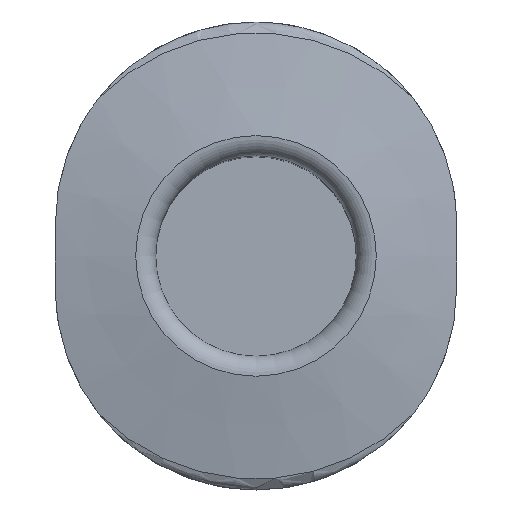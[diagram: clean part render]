
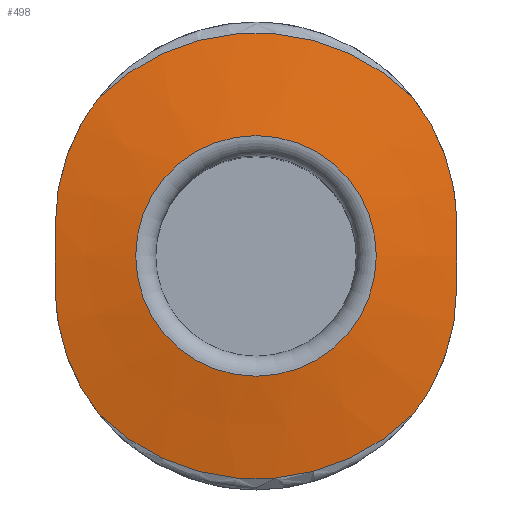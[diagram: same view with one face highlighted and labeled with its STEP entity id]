
A CAD part, top view. The second image highlights one B-rep face of the part: STEP entity #498.
In plain terms, the highlighted conical face has half-angle 80 degrees and reference radius 1.8 mm.
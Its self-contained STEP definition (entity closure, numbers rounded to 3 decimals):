
#20=B_SPLINE_CURVE_WITH_KNOTS('',3,(#694,#695,#696,#697),.UNSPECIFIED.,
 .F.,.F.,(4,4),(0.001,0.002),.UNSPECIFIED.);
#21=B_SPLINE_CURVE_WITH_KNOTS('',3,(#703,#704,#705,#706),.UNSPECIFIED.,
 .F.,.F.,(4,4),(0.,0.002),.UNSPECIFIED.);
#24=B_SPLINE_CURVE_WITH_KNOTS('',3,(#718,#719,#720,#721),.UNSPECIFIED.,
 .F.,.F.,(4,4),(0.,0.002),.UNSPECIFIED.);
#25=B_SPLINE_CURVE_WITH_KNOTS('',3,(#725,#726,#727,#728),.UNSPECIFIED.,
 .F.,.F.,(4,4),(0.001,0.002),.UNSPECIFIED.);
#26=B_SPLINE_CURVE_WITH_KNOTS('',3,(#732,#733,#734,#735),.UNSPECIFIED.,
 .F.,.F.,(4,4),(0.,0.002),.UNSPECIFIED.);
#29=B_SPLINE_CURVE_WITH_KNOTS('',3,(#747,#748,#749,#750),.UNSPECIFIED.,
 .F.,.F.,(4,4),(0.,0.002),.UNSPECIFIED.);
#33=CONICAL_SURFACE('',#547,1.8,1.396);
#122=ORIENTED_EDGE('',*,*,#165,.F.);
#123=ORIENTED_EDGE('',*,*,#151,.F.);
#124=ORIENTED_EDGE('',*,*,#148,.F.);
#125=ORIENTED_EDGE('',*,*,#161,.F.);
#126=ORIENTED_EDGE('',*,*,#166,.F.);
#127=ORIENTED_EDGE('',*,*,#158,.F.);
#128=ORIENTED_EDGE('',*,*,#156,.F.);
#129=ORIENTED_EDGE('',*,*,#154,.F.);
#130=ORIENTED_EDGE('',*,*,#164,.T.);
#148=EDGE_CURVE('',#184,#185,#20,.T.);
#151=EDGE_CURVE('',#185,#186,#21,.T.);
#154=EDGE_CURVE('',#188,#189,#24,.T.);
#156=EDGE_CURVE('',#189,#190,#25,.T.);
#158=EDGE_CURVE('',#190,#191,#26,.T.);
#161=EDGE_CURVE('',#193,#184,#29,.T.);
#164=EDGE_CURVE('',#196,#196,#214,.T.);
#165=EDGE_CURVE('',#186,#188,#215,.T.);
#166=EDGE_CURVE('',#191,#193,#216,.T.);
#184=VERTEX_POINT('',#698);
#185=VERTEX_POINT('',#699);
#186=VERTEX_POINT('',#707);
#188=VERTEX_POINT('',#717);
#189=VERTEX_POINT('',#722);
#190=VERTEX_POINT('',#729);
#191=VERTEX_POINT('',#736);
#193=VERTEX_POINT('',#746);
#196=VERTEX_POINT('',#759);
#214=CIRCLE('',#542,1.8);
#215=CIRCLE('',#544,3.335);
#216=CIRCLE('',#546,3.335);
#255=EDGE_LOOP('',(#122,#123,#124,#125,#126,#127,#128,#129));
#256=EDGE_LOOP('',(#130));
#295=FACE_BOUND('',#255,.T.);
#296=FACE_BOUND('',#256,.T.);
#498=ADVANCED_FACE('',(#295,#296),#33,.T.);
#542=AXIS2_PLACEMENT_3D('',#758,#632,#633);
#544=AXIS2_PLACEMENT_3D('',#761,#636,#637);
#546=AXIS2_PLACEMENT_3D('',#763,#640,#641);
#547=AXIS2_PLACEMENT_3D('',#764,#642,#643);
#632=DIRECTION('',(0.,0.,-1.));
#633=DIRECTION('',(-1.,0.,0.));
#636=DIRECTION('',(0.,0.,-1.));
#637=DIRECTION('',(-1.,0.,0.));
#640=DIRECTION('',(0.,0.,-1.));
#641=DIRECTION('',(-1.,0.,0.));
#642=DIRECTION('',(0.,0.,-1.));
#643=DIRECTION('',(-1.,0.,0.));
#694=CARTESIAN_POINT('',(-3.,-0.5,-0.219));
#695=CARTESIAN_POINT('',(-3.,-0.167,-0.209));
#696=CARTESIAN_POINT('',(-3.,0.167,-0.209));
#697=CARTESIAN_POINT('',(-3.,0.5,-0.219));
#698=CARTESIAN_POINT('',(-3.,-0.5,-0.219));
#699=CARTESIAN_POINT('',(-3.,0.5,-0.219));
#703=CARTESIAN_POINT('',(-3.,0.5,-0.219));
#704=CARTESIAN_POINT('',(-3.,1.18,-0.239));
#705=CARTESIAN_POINT('',(-2.769,1.839,-0.257));
#706=CARTESIAN_POINT('',(-2.346,2.37,-0.271));
#707=CARTESIAN_POINT('',(-2.346,2.37,-0.271));
#717=CARTESIAN_POINT('',(2.346,2.37,-0.271));
#718=CARTESIAN_POINT('',(2.346,2.37,-0.271));
#719=CARTESIAN_POINT('',(2.768,1.84,-0.257));
#720=CARTESIAN_POINT('',(3.,1.178,-0.239));
#721=CARTESIAN_POINT('',(3.,0.5,-0.219));
#722=CARTESIAN_POINT('',(3.,0.5,-0.219));
#725=CARTESIAN_POINT('',(3.,0.5,-0.219));
#726=CARTESIAN_POINT('',(3.,0.167,-0.209));
#727=CARTESIAN_POINT('',(3.,-0.167,-0.209));
#728=CARTESIAN_POINT('',(3.,-0.5,-0.219));
#729=CARTESIAN_POINT('',(3.,-0.5,-0.219));
#732=CARTESIAN_POINT('',(3.,-0.5,-0.219));
#733=CARTESIAN_POINT('',(3.,-1.18,-0.239));
#734=CARTESIAN_POINT('',(2.769,-1.839,-0.257));
#735=CARTESIAN_POINT('',(2.346,-2.37,-0.271));
#736=CARTESIAN_POINT('',(2.346,-2.37,-0.271));
#746=CARTESIAN_POINT('',(-2.346,-2.37,-0.271));
#747=CARTESIAN_POINT('',(-2.346,-2.37,-0.271));
#748=CARTESIAN_POINT('',(-2.768,-1.84,-0.257));
#749=CARTESIAN_POINT('',(-3.,-1.178,-0.239));
#750=CARTESIAN_POINT('',(-3.,-0.5,-0.219));
#758=CARTESIAN_POINT('',(0.,0.,0.));
#759=CARTESIAN_POINT('',(-1.8,0.,0.));
#761=CARTESIAN_POINT('',(0.,0.,-0.271));
#763=CARTESIAN_POINT('',(0.,0.,-0.271));
#764=CARTESIAN_POINT('',(0.,0.,0.));
